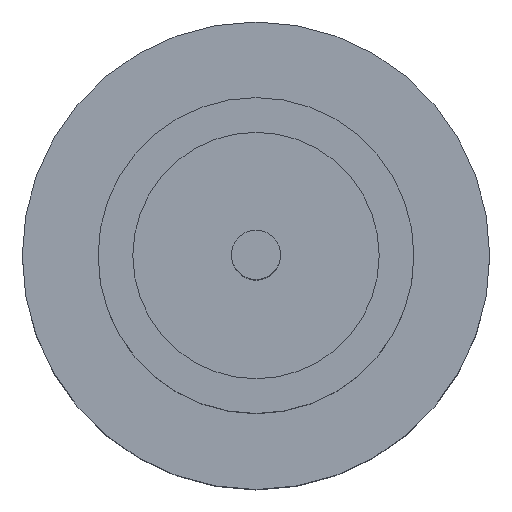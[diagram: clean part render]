
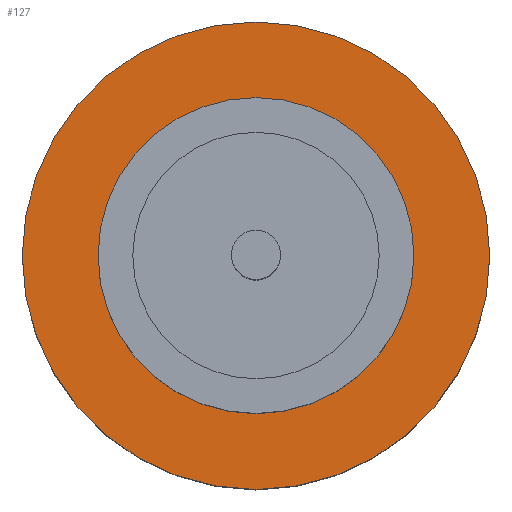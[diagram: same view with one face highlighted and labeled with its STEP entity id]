
A CAD part, top view. The second image highlights one B-rep face of the part: STEP entity #127.
In plain terms, the highlighted planar face has unit normal (0, 0, 1).
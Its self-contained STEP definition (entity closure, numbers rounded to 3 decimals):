
#14 = AXIS2_PLACEMENT_3D ( 'NONE', #623, #344, #289 ) ;
#72 = CARTESIAN_POINT ( 'NONE',  ( -1.85, 0., 1.55 ) ) ;
#110 = AXIS2_PLACEMENT_3D ( 'NONE', #408, #629, #571 ) ;
#127 = ADVANCED_FACE ( 'NONE', ( #484, #599 ), #406, .T. ) ;
#139 = VERTEX_POINT ( 'NONE', #301 ) ;
#186 = CIRCLE ( 'NONE', #358, 1.25 ) ;
#197 = DIRECTION ( 'NONE',  ( 0., 0., 1. ) ) ;
#209 = EDGE_CURVE ( 'NONE', #439, #538, #186, .T. ) ;
#238 = EDGE_CURVE ( 'NONE', #139, #368, #470, .T. ) ;
#239 = ORIENTED_EDGE ( 'NONE', *, *, #562, .T. ) ;
#265 = ORIENTED_EDGE ( 'NONE', *, *, #238, .T. ) ;
#281 = CARTESIAN_POINT ( 'NONE',  ( 1.25, 0., 1.55 ) ) ;
#289 = DIRECTION ( 'NONE',  ( 1., 0., 0. ) ) ;
#301 = CARTESIAN_POINT ( 'NONE',  ( 1.85, 0., 1.55 ) ) ;
#344 = DIRECTION ( 'NONE',  ( 0., 0., 1. ) ) ;
#358 = AXIS2_PLACEMENT_3D ( 'NONE', #707, #639, #637 ) ;
#363 = DIRECTION ( 'NONE',  ( 1., 0., 0. ) ) ;
#368 = VERTEX_POINT ( 'NONE', #72 ) ;
#389 = CIRCLE ( 'NONE', #508, 1.25 ) ;
#406 = PLANE ( 'NONE',  #110 ) ;
#408 = CARTESIAN_POINT ( 'NONE',  ( 0., 0., 1.55 ) ) ;
#430 = EDGE_CURVE ( 'NONE', #538, #439, #389, .T. ) ;
#437 = EDGE_LOOP ( 'NONE', ( #239, #265 ) ) ;
#439 = VERTEX_POINT ( 'NONE', #281 ) ;
#443 = CIRCLE ( 'NONE', #14, 1.85 ) ;
#456 = CARTESIAN_POINT ( 'NONE',  ( -1.25, 0., 1.55 ) ) ;
#470 = CIRCLE ( 'NONE', #504, 1.85 ) ;
#477 = CARTESIAN_POINT ( 'NONE',  ( 0., 0., 1.55 ) ) ;
#484 = FACE_BOUND ( 'NONE', #614, .T. ) ;
#504 = AXIS2_PLACEMENT_3D ( 'NONE', #477, #197, #363 ) ;
#508 = AXIS2_PLACEMENT_3D ( 'NONE', #663, #549, #553 ) ;
#538 = VERTEX_POINT ( 'NONE', #456 ) ;
#549 = DIRECTION ( 'NONE',  ( 0., 0., 1. ) ) ;
#553 = DIRECTION ( 'NONE',  ( 1., 0., 0. ) ) ;
#560 = ORIENTED_EDGE ( 'NONE', *, *, #209, .F. ) ;
#562 = EDGE_CURVE ( 'NONE', #368, #139, #443, .T. ) ;
#571 = DIRECTION ( 'NONE',  ( 1., 0., 0. ) ) ;
#599 = FACE_OUTER_BOUND ( 'NONE', #437, .T. ) ;
#614 = EDGE_LOOP ( 'NONE', ( #560, #656 ) ) ;
#623 = CARTESIAN_POINT ( 'NONE',  ( 0., 0., 1.55 ) ) ;
#629 = DIRECTION ( 'NONE',  ( 0., 0., 1. ) ) ;
#637 = DIRECTION ( 'NONE',  ( 1., 0., 0. ) ) ;
#639 = DIRECTION ( 'NONE',  ( 0., 0., 1. ) ) ;
#656 = ORIENTED_EDGE ( 'NONE', *, *, #430, .F. ) ;
#663 = CARTESIAN_POINT ( 'NONE',  ( 0., 0., 1.55 ) ) ;
#707 = CARTESIAN_POINT ( 'NONE',  ( 0., 0., 1.55 ) ) ;
